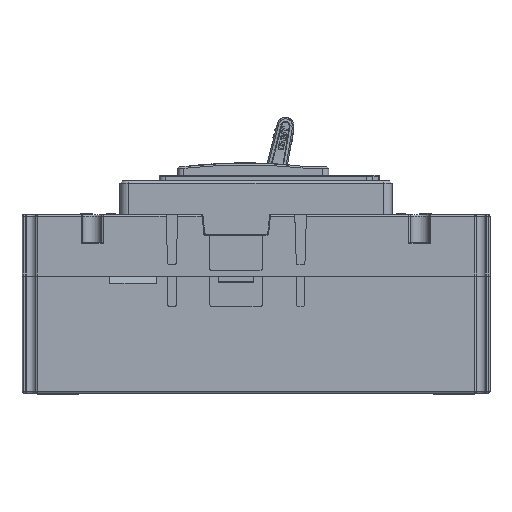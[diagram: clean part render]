
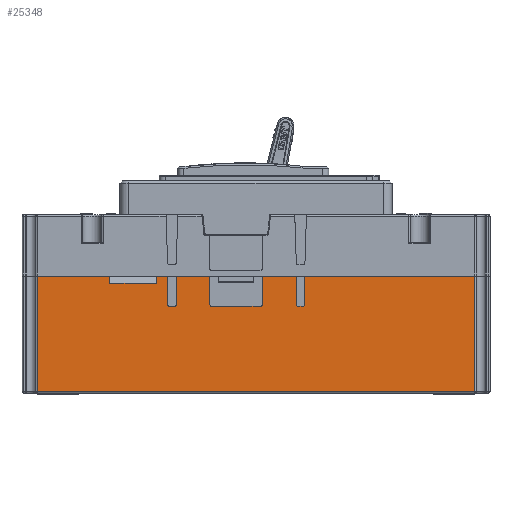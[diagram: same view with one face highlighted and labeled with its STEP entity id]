
A CAD part, left-side view. The second image highlights one B-rep face of the part: STEP entity #25348.
In plain terms, the highlighted planar face has unit normal (-1, 0, 0).
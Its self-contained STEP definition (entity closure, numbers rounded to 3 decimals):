
#3333=PLANE('',#77487);
#6658=FACE_OUTER_BOUND('',#31355,.T.);
#12621=LINE('',#124755,#20123);
#12622=LINE('',#124758,#20124);
#12623=LINE('',#124760,#20125);
#12624=LINE('',#124762,#20126);
#12625=LINE('',#124764,#20127);
#12626=LINE('',#124768,#20128);
#12627=LINE('',#124772,#20129);
#12628=LINE('',#124774,#20130);
#12629=LINE('',#124776,#20131);
#12630=LINE('',#124780,#20132);
#12631=LINE('',#124784,#20133);
#12632=LINE('',#124786,#20134);
#12633=LINE('',#124788,#20135);
#12634=LINE('',#124792,#20136);
#12635=LINE('',#124796,#20137);
#12636=LINE('',#124798,#20138);
#12637=LINE('',#124800,#20139);
#12638=LINE('',#124802,#20140);
#12639=LINE('',#124804,#20141);
#12640=LINE('',#124806,#20142);
#20123=VECTOR('',#92431,1.);
#20124=VECTOR('',#92432,1.);
#20125=VECTOR('',#92433,1.);
#20126=VECTOR('',#92434,1.);
#20127=VECTOR('',#92435,1.);
#20128=VECTOR('',#92438,1.);
#20129=VECTOR('',#92441,1.);
#20130=VECTOR('',#92442,1.);
#20131=VECTOR('',#92443,1.);
#20132=VECTOR('',#92446,1.);
#20133=VECTOR('',#92449,1.);
#20134=VECTOR('',#92450,1.);
#20135=VECTOR('',#92451,1.);
#20136=VECTOR('',#92454,1.);
#20137=VECTOR('',#92457,1.);
#20138=VECTOR('',#92458,1.);
#20139=VECTOR('',#92459,1.);
#20140=VECTOR('',#92460,1.);
#20141=VECTOR('',#92461,1.);
#20142=VECTOR('',#92462,1.);
#25348=ADVANCED_FACE('',(#6658),#3333,.T.);
#31355=EDGE_LOOP('',(#46897,#46898,#46899,#46900,#46901,#46902,#46903,#46904,
#46905,#46906,#46907,#46908,#46909,#46910,#46911,#46912,#46913,#46914,#46915,
#46916,#46917,#46918,#46919,#46920,#46921,#46922));
#46897=ORIENTED_EDGE('',*,*,#67848,.T.);
#46898=ORIENTED_EDGE('',*,*,#67849,.T.);
#46899=ORIENTED_EDGE('',*,*,#67850,.T.);
#46900=ORIENTED_EDGE('',*,*,#67851,.F.);
#46901=ORIENTED_EDGE('',*,*,#67852,.T.);
#46902=ORIENTED_EDGE('',*,*,#67853,.T.);
#46903=ORIENTED_EDGE('',*,*,#67854,.T.);
#46904=ORIENTED_EDGE('',*,*,#67855,.T.);
#46905=ORIENTED_EDGE('',*,*,#67856,.F.);
#46906=ORIENTED_EDGE('',*,*,#67857,.F.);
#46907=ORIENTED_EDGE('',*,*,#67858,.T.);
#46908=ORIENTED_EDGE('',*,*,#67859,.T.);
#46909=ORIENTED_EDGE('',*,*,#67860,.F.);
#46910=ORIENTED_EDGE('',*,*,#67861,.T.);
#46911=ORIENTED_EDGE('',*,*,#67862,.F.);
#46912=ORIENTED_EDGE('',*,*,#67863,.F.);
#46913=ORIENTED_EDGE('',*,*,#67864,.T.);
#46914=ORIENTED_EDGE('',*,*,#67865,.T.);
#46915=ORIENTED_EDGE('',*,*,#67866,.T.);
#46916=ORIENTED_EDGE('',*,*,#67867,.T.);
#46917=ORIENTED_EDGE('',*,*,#67868,.F.);
#46918=ORIENTED_EDGE('',*,*,#67869,.F.);
#46919=ORIENTED_EDGE('',*,*,#67870,.F.);
#46920=ORIENTED_EDGE('',*,*,#67871,.T.);
#46921=ORIENTED_EDGE('',*,*,#67872,.T.);
#46922=ORIENTED_EDGE('',*,*,#67873,.F.);
#58568=VERTEX_POINT('',#124756);
#58569=VERTEX_POINT('',#124757);
#58570=VERTEX_POINT('',#124759);
#58571=VERTEX_POINT('',#124761);
#58572=VERTEX_POINT('',#124763);
#58573=VERTEX_POINT('',#124765);
#58574=VERTEX_POINT('',#124767);
#58575=VERTEX_POINT('',#124769);
#58576=VERTEX_POINT('',#124771);
#58577=VERTEX_POINT('',#124773);
#58578=VERTEX_POINT('',#124775);
#58579=VERTEX_POINT('',#124777);
#58580=VERTEX_POINT('',#124779);
#58581=VERTEX_POINT('',#124781);
#58582=VERTEX_POINT('',#124783);
#58583=VERTEX_POINT('',#124785);
#58584=VERTEX_POINT('',#124787);
#58585=VERTEX_POINT('',#124789);
#58586=VERTEX_POINT('',#124791);
#58587=VERTEX_POINT('',#124793);
#58588=VERTEX_POINT('',#124795);
#58589=VERTEX_POINT('',#124797);
#58590=VERTEX_POINT('',#124799);
#58591=VERTEX_POINT('',#124801);
#58592=VERTEX_POINT('',#124803);
#58593=VERTEX_POINT('',#124805);
#67848=EDGE_CURVE('',#58568,#58569,#12621,.T.);
#67849=EDGE_CURVE('',#58569,#58570,#12622,.T.);
#67850=EDGE_CURVE('',#58570,#58571,#12623,.T.);
#67851=EDGE_CURVE('',#58572,#58571,#12624,.T.);
#67852=EDGE_CURVE('',#58572,#58573,#12625,.T.);
#67853=EDGE_CURVE('',#58573,#58574,#72773,.T.);
#67854=EDGE_CURVE('',#58574,#58575,#12626,.T.);
#67855=EDGE_CURVE('',#58575,#58576,#72774,.T.);
#67856=EDGE_CURVE('',#58577,#58576,#12627,.T.);
#67857=EDGE_CURVE('',#58578,#58577,#12628,.T.);
#67858=EDGE_CURVE('',#58578,#58579,#12629,.T.);
#67859=EDGE_CURVE('',#58579,#58580,#72775,.T.);
#67860=EDGE_CURVE('',#58581,#58580,#12630,.T.);
#67861=EDGE_CURVE('',#58581,#58582,#72776,.T.);
#67862=EDGE_CURVE('',#58583,#58582,#12631,.T.);
#67863=EDGE_CURVE('',#58584,#58583,#12632,.T.);
#67864=EDGE_CURVE('',#58584,#58585,#12633,.T.);
#67865=EDGE_CURVE('',#58585,#58586,#72777,.T.);
#67866=EDGE_CURVE('',#58586,#58587,#12634,.T.);
#67867=EDGE_CURVE('',#58587,#58588,#72778,.T.);
#67868=EDGE_CURVE('',#58589,#58588,#12635,.T.);
#67869=EDGE_CURVE('',#58590,#58589,#12636,.T.);
#67870=EDGE_CURVE('',#58591,#58590,#12637,.T.);
#67871=EDGE_CURVE('',#58591,#58592,#12638,.T.);
#67872=EDGE_CURVE('',#58592,#58593,#12639,.T.);
#67873=EDGE_CURVE('',#58568,#58593,#12640,.T.);
#72773=CIRCLE('',#77481,0.5);
#72774=CIRCLE('',#77482,0.5);
#72775=CIRCLE('',#77483,0.5);
#72776=CIRCLE('',#77484,0.5);
#72777=CIRCLE('',#77485,0.5);
#72778=CIRCLE('',#77486,0.5);
#77481=AXIS2_PLACEMENT_3D('',#124766,#92436,#92437);
#77482=AXIS2_PLACEMENT_3D('',#124770,#92439,#92440);
#77483=AXIS2_PLACEMENT_3D('',#124778,#92444,#92445);
#77484=AXIS2_PLACEMENT_3D('',#124782,#92447,#92448);
#77485=AXIS2_PLACEMENT_3D('',#124790,#92452,#92453);
#77486=AXIS2_PLACEMENT_3D('',#124794,#92455,#92456);
#77487=AXIS2_PLACEMENT_3D('',#124807,#92463,#92464);
#92431=DIRECTION('',(0.,0.,-1.));
#92432=DIRECTION('',(0.,-1.,0.));
#92433=DIRECTION('',(0.,0.,1.));
#92434=DIRECTION('',(0.,-1.,0.));
#92435=DIRECTION('',(0.,0.,-1.));
#92436=DIRECTION('',(1.,0.,0.));
#92437=DIRECTION('',(0.,0.,1.));
#92438=DIRECTION('',(0.,1.,0.));
#92439=DIRECTION('',(1.,0.,0.));
#92440=DIRECTION('',(0.,0.,1.));
#92441=DIRECTION('',(0.,0.,-1.));
#92442=DIRECTION('',(0.,-1.,0.));
#92443=DIRECTION('',(0.,0.,-1.));
#92444=DIRECTION('',(1.,0.,0.));
#92445=DIRECTION('',(0.,0.,1.));
#92446=DIRECTION('',(0.,-1.,0.));
#92447=DIRECTION('',(1.,0.,0.));
#92448=DIRECTION('',(0.,0.,1.));
#92449=DIRECTION('',(0.,0.,-1.));
#92450=DIRECTION('',(0.,-1.,0.));
#92451=DIRECTION('',(0.,0.,-1.));
#92452=DIRECTION('',(1.,0.,0.));
#92453=DIRECTION('',(0.,0.,1.));
#92454=DIRECTION('',(0.,1.,0.));
#92455=DIRECTION('',(1.,0.,0.));
#92456=DIRECTION('',(0.,0.,1.));
#92457=DIRECTION('',(0.,0.,-1.));
#92458=DIRECTION('',(0.,-1.,0.));
#92459=DIRECTION('',(0.,0.,1.));
#92460=DIRECTION('',(0.,1.,0.));
#92461=DIRECTION('',(0.,0.,1.));
#92462=DIRECTION('',(0.,-1.,0.));
#92463=DIRECTION('',(-1.,0.,0.));
#92464=DIRECTION('',(0.,-1.,0.));
#124755=CARTESIAN_POINT('',(149.,154.806,-40.));
#124756=CARTESIAN_POINT('',(149.,154.806,0.));
#124757=CARTESIAN_POINT('',(149.,154.806,-39.5));
#124758=CARTESIAN_POINT('',(149.,150.,-39.5));
#124759=CARTESIAN_POINT('',(149.,5.194,-39.5));
#124760=CARTESIAN_POINT('',(149.,5.194,0.));
#124761=CARTESIAN_POINT('',(149.,5.194,0.));
#124762=CARTESIAN_POINT('',(149.,150.,0.));
#124763=CARTESIAN_POINT('',(149.,63.3,0.));
#124764=CARTESIAN_POINT('',(149.,63.3,0.7));
#124765=CARTESIAN_POINT('',(149.,63.3,-9.8));
#124766=CARTESIAN_POINT('',(149.,63.8,-9.8));
#124767=CARTESIAN_POINT('',(149.,63.8,-10.3));
#124768=CARTESIAN_POINT('',(149.,160.,-10.3));
#124769=CARTESIAN_POINT('',(149.,65.8,-10.3));
#124770=CARTESIAN_POINT('',(149.,65.8,-9.8));
#124771=CARTESIAN_POINT('',(149.,66.3,-9.8));
#124772=CARTESIAN_POINT('',(149.,66.3,0.7));
#124773=CARTESIAN_POINT('',(149.,66.3,0.));
#124774=CARTESIAN_POINT('',(149.,150.,0.));
#124775=CARTESIAN_POINT('',(149.,77.75,0.));
#124776=CARTESIAN_POINT('',(149.,77.75,0.7));
#124777=CARTESIAN_POINT('',(149.,77.75,-9.8));
#124778=CARTESIAN_POINT('',(149.,78.25,-9.8));
#124779=CARTESIAN_POINT('',(149.,78.25,-10.3));
#124780=CARTESIAN_POINT('',(149.,82.5,-10.3));
#124781=CARTESIAN_POINT('',(149.,95.25,-10.3));
#124782=CARTESIAN_POINT('',(149.,95.25,-9.8));
#124783=CARTESIAN_POINT('',(149.,95.75,-9.8));
#124784=CARTESIAN_POINT('',(149.,95.75,0.7));
#124785=CARTESIAN_POINT('',(149.,95.75,0.));
#124786=CARTESIAN_POINT('',(149.,150.,0.));
#124787=CARTESIAN_POINT('',(149.,107.2,0.));
#124788=CARTESIAN_POINT('',(149.,107.2,0.7));
#124789=CARTESIAN_POINT('',(149.,107.2,-9.8));
#124790=CARTESIAN_POINT('',(149.,107.7,-9.8));
#124791=CARTESIAN_POINT('',(149.,107.7,-10.3));
#124792=CARTESIAN_POINT('',(149.,160.,-10.3));
#124793=CARTESIAN_POINT('',(149.,109.7,-10.3));
#124794=CARTESIAN_POINT('',(149.,109.7,-9.8));
#124795=CARTESIAN_POINT('',(149.,110.2,-9.8));
#124796=CARTESIAN_POINT('',(149.,110.2,0.7));
#124797=CARTESIAN_POINT('',(149.,110.2,0.));
#124798=CARTESIAN_POINT('',(149.,150.,0.));
#124799=CARTESIAN_POINT('',(149.,114.,0.));
#124800=CARTESIAN_POINT('',(149.,114.,-2.5));
#124801=CARTESIAN_POINT('',(149.,114.,-2.5));
#124802=CARTESIAN_POINT('',(149.,114.,-2.5));
#124803=CARTESIAN_POINT('',(149.,130.,-2.5));
#124804=CARTESIAN_POINT('',(149.,130.,-2.5));
#124805=CARTESIAN_POINT('',(149.,130.,0.));
#124806=CARTESIAN_POINT('',(149.,145.672,0.));
#124807=CARTESIAN_POINT('',(149.,150.,-40.));
